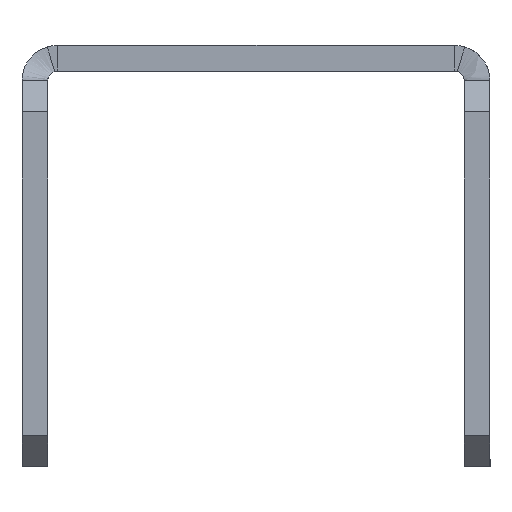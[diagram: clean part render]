
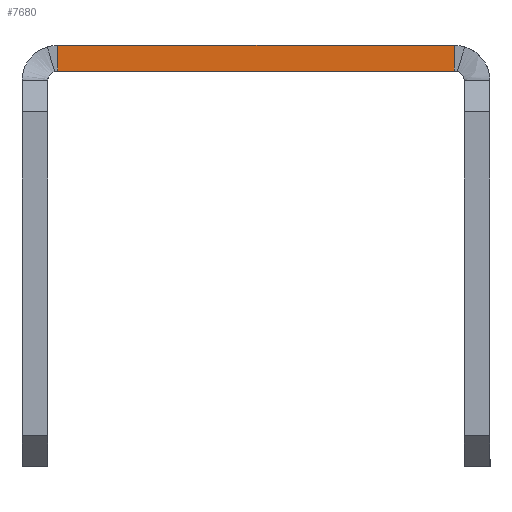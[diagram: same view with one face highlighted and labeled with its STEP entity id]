
A CAD part, left-side view. The second image highlights one B-rep face of the part: STEP entity #7680.
In plain terms, the highlighted planar face has unit normal (-1, 0, 0).
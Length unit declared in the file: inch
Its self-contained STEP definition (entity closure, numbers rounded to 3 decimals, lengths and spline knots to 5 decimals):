
#814 = DIRECTION ( 'NONE',  ( 0., 0., -1. ) ) ;
#815 = DIRECTION ( 'NONE',  ( 1., 0., 0. ) ) ;
#820 = PLANE ( 'NONE',  #4855 ) ;
#824 = CARTESIAN_POINT ( 'NONE',  ( -5.74, 0.9935, 0. ) ) ;
#914 = CARTESIAN_POINT ( 'NONE',  ( -5.74, 0.9645, 0. ) ) ;
#927 = CARTESIAN_POINT ( 'NONE',  ( -5.74, -0.9645, 0. ) ) ;
#942 = CARTESIAN_POINT ( 'NONE',  ( -5.74, 0.9645, 0.125 ) ) ;
#969 = CARTESIAN_POINT ( 'NONE',  ( -5.74, -0.9645, 0.125 ) ) ;
#1661 = CARTESIAN_POINT ( 'NONE',  ( -5.74, 0.9935, 0.125 ) ) ;
#1662 = DIRECTION ( 'NONE',  ( 0., 1., 0. ) ) ;
#2689 = DIRECTION ( 'NONE',  ( 0., 0., 1. ) ) ;
#2690 = CARTESIAN_POINT ( 'NONE',  ( -5.74, 0.9645, 0. ) ) ;
#2693 = DIRECTION ( 'NONE',  ( 0., 1., 0. ) ) ;
#2694 = CARTESIAN_POINT ( 'NONE',  ( -5.74, 0.9935, 0. ) ) ;
#2695 = DIRECTION ( 'NONE',  ( 0., 0., -1. ) ) ;
#2765 = CARTESIAN_POINT ( 'NONE',  ( -5.74, -0.9645, 0.125 ) ) ;
#3023 = ORIENTED_EDGE ( 'NONE', *, *, #4572, .F. ) ;
#3026 = ORIENTED_EDGE ( 'NONE', *, *, #4571, .F. ) ;
#3306 = ORIENTED_EDGE ( 'NONE', *, *, #4574, .F. ) ;
#3311 = ORIENTED_EDGE ( 'NONE', *, *, #8341, .T. ) ;
#3701 = LINE ( 'NONE', #1661, #4187 ) ;
#4187 = VECTOR ( 'NONE', #1662, 39.37008 ) ;
#4571 = EDGE_CURVE ( 'NONE', #6800, #7309, #6258, .T. ) ;
#4572 = EDGE_CURVE ( 'NONE', #7309, #7363, #6266, .T. ) ;
#4574 = EDGE_CURVE ( 'NONE', #7363, #7218, #6262, .T. ) ;
#4855 = AXIS2_PLACEMENT_3D ( 'NONE', #824, #815, #814 ) ;
#5616 = FACE_OUTER_BOUND ( 'NONE', #7356, .T. ) ;
#6258 = LINE ( 'NONE', #2765, #6265 ) ;
#6262 = LINE ( 'NONE', #2690, #6269 ) ;
#6263 = VECTOR ( 'NONE', #2693, 39.37008 ) ;
#6265 = VECTOR ( 'NONE', #2695, 39.37008 ) ;
#6266 = LINE ( 'NONE', #2694, #6263 ) ;
#6269 = VECTOR ( 'NONE', #2689, 39.37008 ) ;
#6800 = VERTEX_POINT ( 'NONE', #969 ) ;
#7218 = VERTEX_POINT ( 'NONE', #942 ) ;
#7309 = VERTEX_POINT ( 'NONE', #927 ) ;
#7356 = EDGE_LOOP ( 'NONE', ( #3026, #3311, #3306, #3023 ) ) ;
#7363 = VERTEX_POINT ( 'NONE', #914 ) ;
#7680 = ADVANCED_FACE ( 'NONE', ( #5616 ), #820, .F. ) ;
#8341 = EDGE_CURVE ( 'NONE', #6800, #7218, #3701, .T. ) ;
